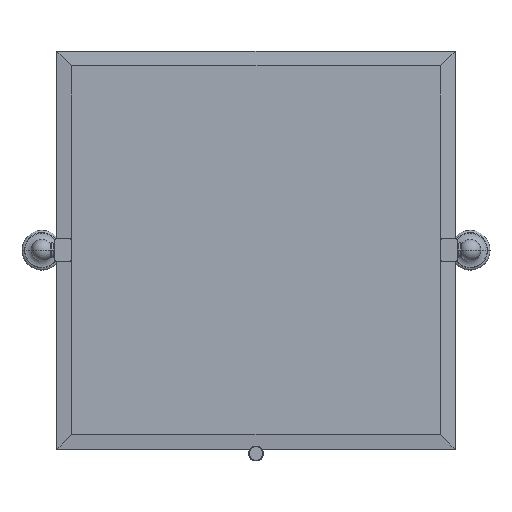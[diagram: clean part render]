
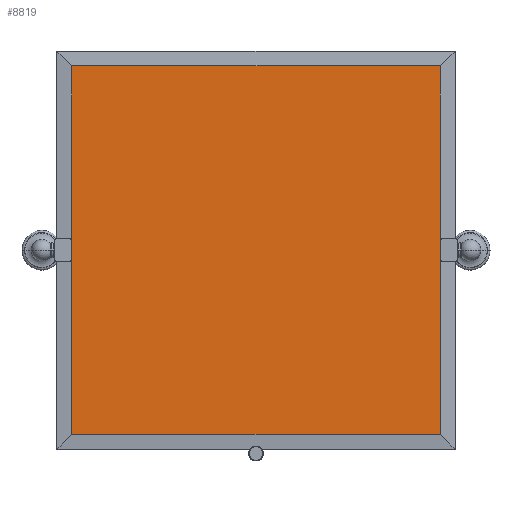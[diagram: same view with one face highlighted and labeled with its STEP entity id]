
A CAD part, top view. The second image highlights one B-rep face of the part: STEP entity #8819.
In plain terms, the highlighted planar face has unit normal (0, 0, 1).
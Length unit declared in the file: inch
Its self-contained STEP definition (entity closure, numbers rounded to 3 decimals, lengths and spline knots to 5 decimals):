
#553=DIRECTION('',(1.,0.,0.));
#554=VECTOR('',#553,18.5);
#555=CARTESIAN_POINT('',(-9.25,-9.25,0.236));
#556=LINE('',#555,#554);
#557=DIRECTION('',(0.,-1.,0.));
#558=VECTOR('',#557,18.5);
#559=CARTESIAN_POINT('',(-9.25,9.25,0.236));
#560=LINE('',#559,#558);
#561=DIRECTION('',(-1.,0.,0.));
#562=VECTOR('',#561,18.5);
#563=CARTESIAN_POINT('',(9.25,9.25,0.236));
#564=LINE('',#563,#562);
#565=DIRECTION('',(0.,1.,0.));
#566=VECTOR('',#565,18.5);
#567=CARTESIAN_POINT('',(9.25,-9.25,0.236));
#568=LINE('',#567,#566);
#6986=CARTESIAN_POINT('',(-9.25,-9.25,0.236));
#6988=VERTEX_POINT('',#6986);
#6991=CARTESIAN_POINT('',(9.25,-9.25,0.236));
#6992=VERTEX_POINT('',#6991);
#6993=CARTESIAN_POINT('',(9.25,9.25,0.236));
#6994=VERTEX_POINT('',#6993);
#6995=CARTESIAN_POINT('',(-9.25,9.25,0.236));
#6996=VERTEX_POINT('',#6995);
#8808=CARTESIAN_POINT('',(0.,0.,0.236));
#8809=DIRECTION('',(0.,0.,-1.));
#8810=DIRECTION('',(0.,1.,0.));
#8811=AXIS2_PLACEMENT_3D('',#8808,#8809,#8810);
#8812=PLANE('',#8811);
#8813=ORIENTED_EDGE('',*,*,#8787,.F.);
#8814=ORIENTED_EDGE('',*,*,#8803,.F.);
#8815=ORIENTED_EDGE('',*,*,#8758,.F.);
#8816=ORIENTED_EDGE('',*,*,#8773,.F.);
#8817=EDGE_LOOP('',(#8813,#8814,#8815,#8816));
#8818=FACE_OUTER_BOUND('',#8817,.F.);
#8819=ADVANCED_FACE('',(#8818),#8812,.F.);
#8758=EDGE_CURVE('',#6994,#6996,#564,.T.);
#8773=EDGE_CURVE('',#6992,#6994,#568,.T.);
#8787=EDGE_CURVE('',#6988,#6992,#556,.T.);
#8803=EDGE_CURVE('',#6996,#6988,#560,.T.);
